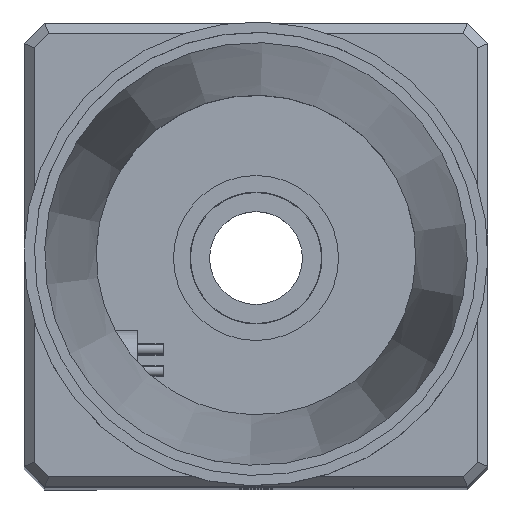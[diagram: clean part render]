
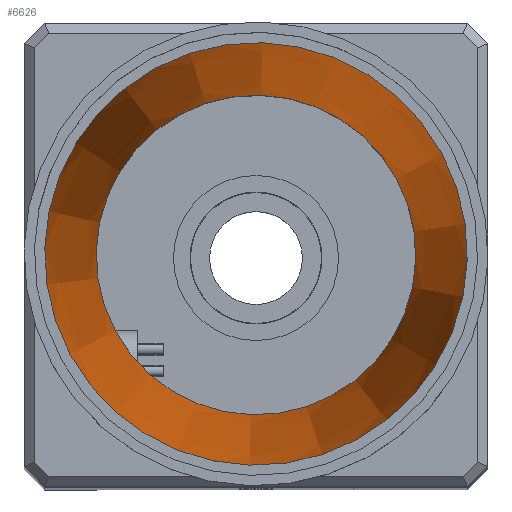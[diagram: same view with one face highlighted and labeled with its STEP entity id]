
A CAD part, top view. The second image highlights one B-rep face of the part: STEP entity #6626.
In plain terms, the highlighted conical face has half-angle 5 degrees and reference radius 18 mm.
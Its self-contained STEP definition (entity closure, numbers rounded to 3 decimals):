
#154=CONICAL_SURFACE('',#7439,18.,0.087);
#801=FACE_OUTER_BOUND('',#1291,.T.);
#1291=EDGE_LOOP('',(#6178,#6179,#6180,#6181,#6182,#6183));
#1799=LINE('',#11496,#2307);
#2307=VECTOR('',#9438,18.);
#2714=CIRCLE('',#7437,20.5);
#2715=CIRCLE('',#7438,20.5);
#2716=CIRCLE('',#7440,15.5);
#2717=CIRCLE('',#7441,15.5);
#3369=VERTEX_POINT('',#11486);
#3370=VERTEX_POINT('',#11487);
#3371=VERTEX_POINT('',#11492);
#3372=VERTEX_POINT('',#11493);
#4305=EDGE_CURVE('',#3369,#3370,#2714,.T.);
#4306=EDGE_CURVE('',#3370,#3369,#2715,.T.);
#4308=EDGE_CURVE('',#3371,#3372,#2716,.T.);
#4309=EDGE_CURVE('',#3372,#3371,#2717,.T.);
#4310=EDGE_CURVE('',#3372,#3370,#1799,.T.);
#6178=ORIENTED_EDGE('',*,*,#4308,.F.);
#6179=ORIENTED_EDGE('',*,*,#4309,.F.);
#6180=ORIENTED_EDGE('',*,*,#4310,.T.);
#6181=ORIENTED_EDGE('',*,*,#4306,.T.);
#6182=ORIENTED_EDGE('',*,*,#4305,.T.);
#6183=ORIENTED_EDGE('',*,*,#4310,.F.);
#6626=ADVANCED_FACE('',(#801),#154,.F.);
#7437=AXIS2_PLACEMENT_3D('',#11488,#9427,#9428);
#7438=AXIS2_PLACEMENT_3D('',#11489,#9429,#9430);
#7439=AXIS2_PLACEMENT_3D('',#11491,#9432,#9433);
#7440=AXIS2_PLACEMENT_3D('',#11494,#9434,#9435);
#7441=AXIS2_PLACEMENT_3D('',#11495,#9436,#9437);
#9427=DIRECTION('center_axis',(1.,0.,0.));
#9428=DIRECTION('ref_axis',(0.,1.,0.));
#9429=DIRECTION('center_axis',(1.,0.,0.));
#9430=DIRECTION('ref_axis',(0.,1.,0.));
#9432=DIRECTION('center_axis',(1.,0.,0.));
#9433=DIRECTION('ref_axis',(0.,1.,0.));
#9434=DIRECTION('center_axis',(1.,0.,0.));
#9435=DIRECTION('ref_axis',(0.,1.,0.));
#9436=DIRECTION('center_axis',(1.,0.,0.));
#9437=DIRECTION('ref_axis',(0.,1.,0.));
#9438=DIRECTION('',(0.996,-0.087,0.));
#11486=CARTESIAN_POINT('',(68.087,20.5,0.));
#11487=CARTESIAN_POINT('',(68.087,-20.5,0.));
#11488=CARTESIAN_POINT('Origin',(68.087,0.,0.));
#11489=CARTESIAN_POINT('Origin',(68.087,0.,0.));
#11491=CARTESIAN_POINT('Origin',(39.512,0.,0.));
#11492=CARTESIAN_POINT('',(10.937,15.5,0.));
#11493=CARTESIAN_POINT('',(10.937,-15.5,0.));
#11494=CARTESIAN_POINT('Origin',(10.937,0.,0.));
#11495=CARTESIAN_POINT('Origin',(10.937,0.,0.));
#11496=CARTESIAN_POINT('',(39.512,-18.,0.));
